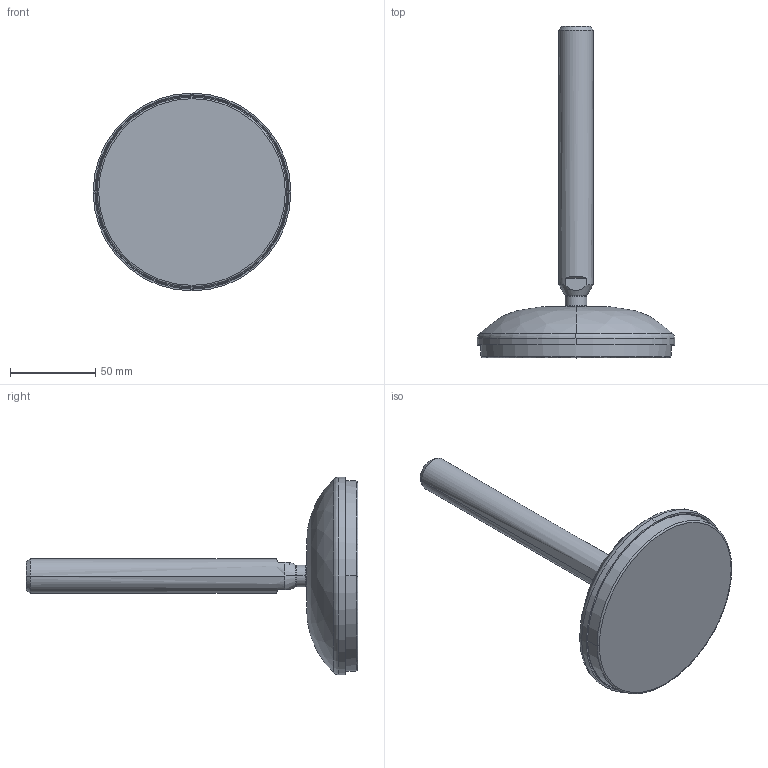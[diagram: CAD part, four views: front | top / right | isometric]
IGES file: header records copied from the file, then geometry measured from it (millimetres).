
Start section:  PTC IGES file: R0628643942.igs
Global section: file name: R0628643942.igs; native system: Pro/ENGINEER by Parametric Technology Corporation; preprocessor: 2009380; author: RCRU51; organization: Rex Nord Marbet spa; date: 20100601.102704; units: millimetre
Bounding box: 115.8 x 194.3 x 115.8 mm (x, y, z)
Surface area: 68970.2 mm2 (no closed solid volume)
Topology: 0 solids, 0 shells, 130 faces, 668 edges, 668 vertices
Faces by surface type: revolution 88, bspline 42
